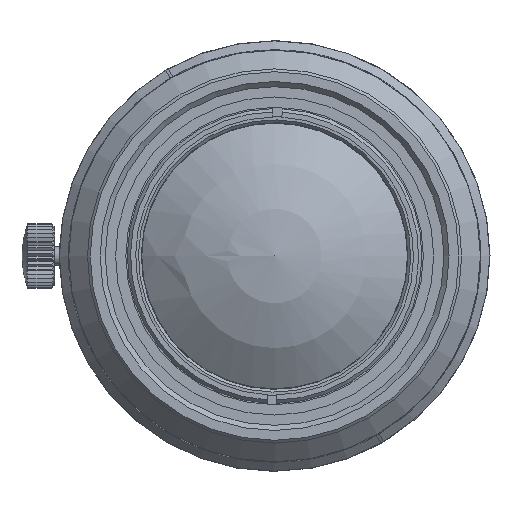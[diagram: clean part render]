
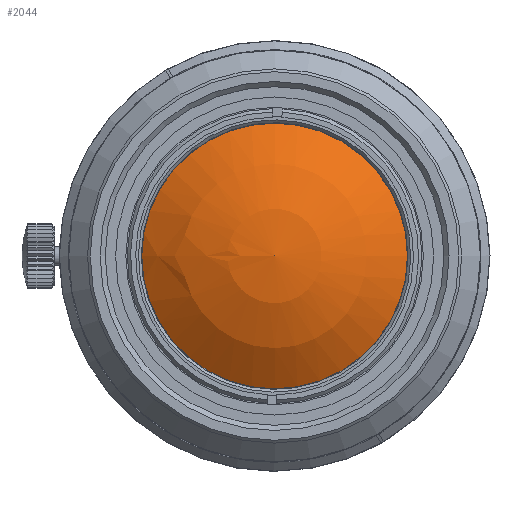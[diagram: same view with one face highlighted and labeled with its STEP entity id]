
A CAD part, left-side view. The second image highlights one B-rep face of the part: STEP entity #2044.
In plain terms, the highlighted spherical face has radius 23.416 mm.
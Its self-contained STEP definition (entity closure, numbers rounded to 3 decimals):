
#153=SPHERICAL_SURFACE('',#8823,23.416);
#156=VERTEX_LOOP('',#6190);
#2044=ADVANCED_FACE('',(#2624,#2625),#153,.T.);
#2624=FACE_BOUND('',#156,.T.);
#2625=FACE_BOUND('',#3058,.T.);
#3058=EDGE_LOOP('',(#3967));
#3967=ORIENTED_EDGE('',*,*,#7376,.F.);
#6190=VERTEX_POINT('',#11415);
#6191=VERTEX_POINT('',#11417);
#7376=EDGE_CURVE('',#6191,#6191,#8488,.T.);
#8488=CIRCLE('',#8822,14.199);
#8822=AXIS2_PLACEMENT_3D('',#11416,#9783,#9784);
#8823=AXIS2_PLACEMENT_3D('',#11418,#9785,#9786);
#9783=DIRECTION('',(1.,0.,0.));
#9784=DIRECTION('',(0.,0.,-1.));
#9785=DIRECTION('',(1.,0.,0.));
#9786=DIRECTION('',(0.,1.,0.));
#11415=CARTESIAN_POINT('',(-0.005,0.,0.));
#11416=CARTESIAN_POINT('',(4.791,0.,0.));
#11417=CARTESIAN_POINT('',(4.791,0.,-14.199));
#11418=CARTESIAN_POINT('',(23.411,0.,0.));
